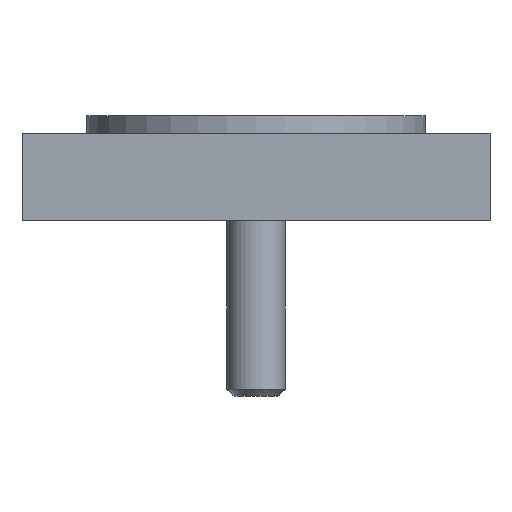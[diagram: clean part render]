
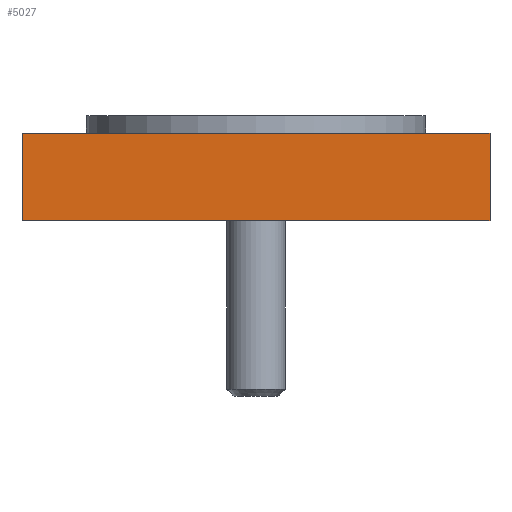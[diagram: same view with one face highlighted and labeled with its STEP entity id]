
A CAD part, front view. The second image highlights one B-rep face of the part: STEP entity #5027.
In plain terms, the highlighted planar face has unit normal (0, -1, 0).
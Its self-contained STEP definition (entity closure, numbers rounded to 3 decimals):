
#228 = DIRECTION ( 'NONE',  ( 1., 0., 0. ) ) ;
#579 = DIRECTION ( 'NONE',  ( 0., 0., -1. ) ) ;
#1438 = LINE ( 'NONE', #5731, #5685 ) ;
#1793 = EDGE_LOOP ( 'NONE', ( #9437, #2831, #16128, #16387 ) ) ;
#2017 = DIRECTION ( 'NONE',  ( 0., 1., 0. ) ) ;
#2095 = VERTEX_POINT ( 'NONE', #13200 ) ;
#2258 = EDGE_CURVE ( 'NONE', #6737, #2095, #14768, .T. ) ;
#2831 = ORIENTED_EDGE ( 'NONE', *, *, #6724, .F. ) ;
#3213 = PLANE ( 'NONE',  #14646 ) ;
#3319 = DIRECTION ( 'NONE',  ( 0., 0., 1. ) ) ;
#3597 = EDGE_CURVE ( 'NONE', #2095, #4219, #7687, .T. ) ;
#4219 = VERTEX_POINT ( 'NONE', #13321 ) ;
#5027 = ADVANCED_FACE ( 'NONE', ( #13732 ), #3213, .F. ) ;
#5685 = VECTOR ( 'NONE', #579, 1000. ) ;
#5731 = CARTESIAN_POINT ( 'NONE',  ( 16., -78., 6. ) ) ;
#6032 = VECTOR ( 'NONE', #14050, 1000. ) ;
#6724 = EDGE_CURVE ( 'NONE', #6956, #4219, #1438, .T. ) ;
#6737 = VERTEX_POINT ( 'NONE', #8185 ) ;
#6956 = VERTEX_POINT ( 'NONE', #15207 ) ;
#7687 = LINE ( 'NONE', #10153, #6032 ) ;
#7896 = VECTOR ( 'NONE', #228, 1000. ) ;
#8185 = CARTESIAN_POINT ( 'NONE',  ( -16., -78., 6. ) ) ;
#8400 = CARTESIAN_POINT ( 'NONE',  ( -16., -78., 6. ) ) ;
#8479 = CARTESIAN_POINT ( 'NONE',  ( -16., -78., 6. ) ) ;
#9142 = EDGE_CURVE ( 'NONE', #6737, #6956, #16371, .T. ) ;
#9437 = ORIENTED_EDGE ( 'NONE', *, *, #3597, .T. ) ;
#9506 = VECTOR ( 'NONE', #16021, 1000. ) ;
#10153 = CARTESIAN_POINT ( 'NONE',  ( -16., -78., 0. ) ) ;
#11746 = CARTESIAN_POINT ( 'NONE',  ( -16., -78., 6. ) ) ;
#13200 = CARTESIAN_POINT ( 'NONE',  ( -16., -78., 0. ) ) ;
#13321 = CARTESIAN_POINT ( 'NONE',  ( 16., -78., 0. ) ) ;
#13732 = FACE_OUTER_BOUND ( 'NONE', #1793, .T. ) ;
#14050 = DIRECTION ( 'NONE',  ( 1., 0., 0. ) ) ;
#14646 = AXIS2_PLACEMENT_3D ( 'NONE', #8479, #2017, #3319 ) ;
#14768 = LINE ( 'NONE', #8400, #9506 ) ;
#15207 = CARTESIAN_POINT ( 'NONE',  ( 16., -78., 6. ) ) ;
#16021 = DIRECTION ( 'NONE',  ( 0., 0., -1. ) ) ;
#16128 = ORIENTED_EDGE ( 'NONE', *, *, #9142, .F. ) ;
#16371 = LINE ( 'NONE', #11746, #7896 ) ;
#16387 = ORIENTED_EDGE ( 'NONE', *, *, #2258, .T. ) ;
